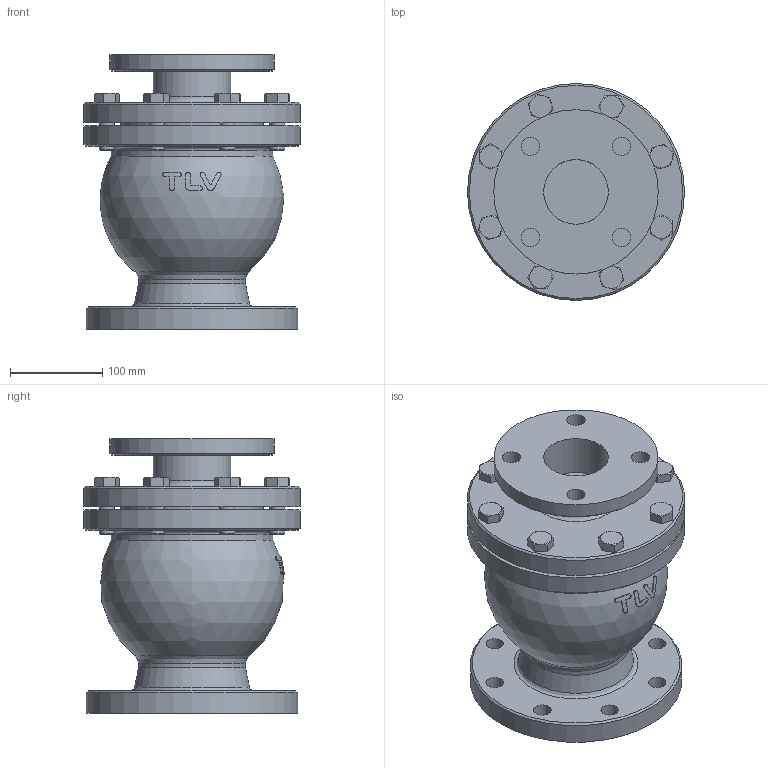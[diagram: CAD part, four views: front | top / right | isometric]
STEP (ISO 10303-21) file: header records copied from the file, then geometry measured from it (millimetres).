
FILE_DESCRIPTION((''),'2;1');
FILE_NAME('va400-100-a0125-00.stp','2010-08-10T16:01:18',('nakaot'),(''),'Autodesk Inventor 2008','Autodesk Inventor 2008','');
FILE_SCHEMA(('AUTOMOTIVE_DESIGN { 1 0 10303 214 1 1 1 1 }'));
Length unit declared in the file: millimetre
Products named in the file (1): va400-100-a0125-00
Bounding box: 235 x 235 x 297 mm (x, y, z)
Volume: 7115394.8 mm3; surface area: 438452.4 mm2
Topology: 1 solids, 1 shells, 221 faces, 529 edges, 337 vertices
Faces by surface type: plane 93, cone 61, cylinder 35, bspline 28, sphere 4
Full cylindrical faces by diameter (mm): 16 x16, 84 x1, 116 x1, 154 x1, 175 x1, 178 x1, 229 x1, 235 x2
Entity records: 6863 total; most frequent: CARTESIAN_POINT 2365, DIRECTION 888, ORIENTED_EDGE 872, EDGE_CURVE 436, AXIS2_PLACEMENT_3D 384, EDGE_LOOP 352, VERTEX_POINT 308, FACE_OUTER_BOUND 221
